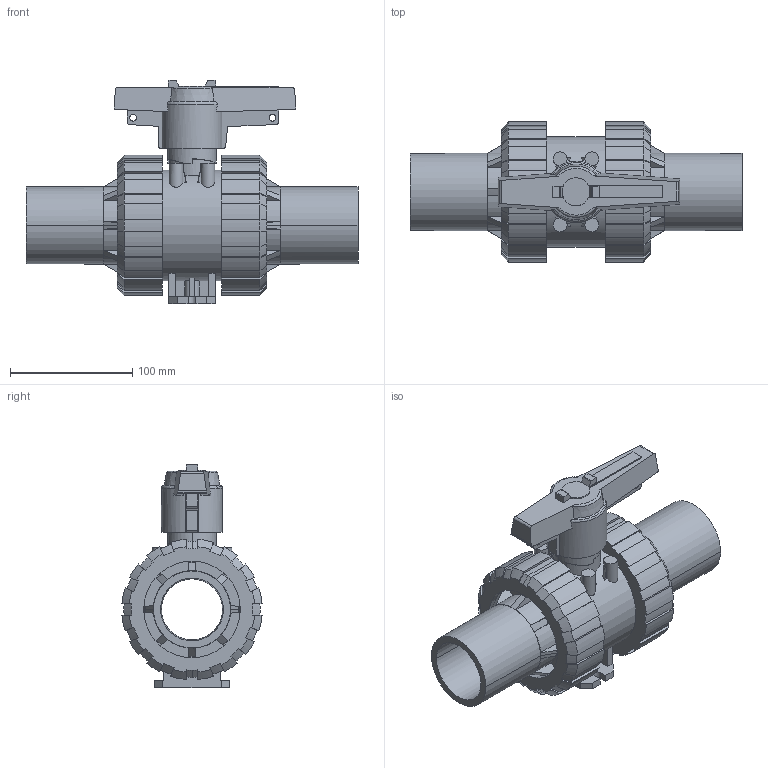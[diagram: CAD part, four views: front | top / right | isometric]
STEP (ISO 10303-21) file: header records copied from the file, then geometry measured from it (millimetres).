
FILE_DESCRIPTION(('STEP AP214'),'1');
FILE_NAME('cctmp_84921C88-799C-499F-B70C-5B5CF1DD832A_2021_10_20_13_38_16_0447..stp','2021-10-20T11:38:17',('Praher Valves GmbH'),('CADClick - www.CADClick.com'),'Spatial InterOp 3D',' ','unknown authorization');
FILE_SCHEMA(('AUTOMOTIVE_DESIGN'));
Length unit declared in the file: millimetre
Products named in the file (7): cc_unnamed; 210444_5; 210444_4; 210444_3; 210444_2; 210444_1; 210444
Assembly tree (6 placements, depth 2):
  cc_unnamed
    210444_5
    210444_4
    210444_3
    210444_2
    210444_1
    210444
Bounding box: 271.5 x 114.61 x 182.67 mm (x, y, z)
Volume: 1133415.7 mm3; surface area: 250003.7 mm2
Topology: 6 solids, 6 shells, 514 faces, 1474 edges, 978 vertices
Faces by surface type: plane 248, cylinder 122, cone 80, bspline 56, torus 8
Entity records: 23377 total; most frequent: CARTESIAN_POINT 6220, ORIENTED_EDGE 2948, DIRECTION 2442, EDGE_CURVE 1474, VERTEX_POINT 978, AXIS2_PLACEMENT_3D 861, LINE 720, VECTOR 720
